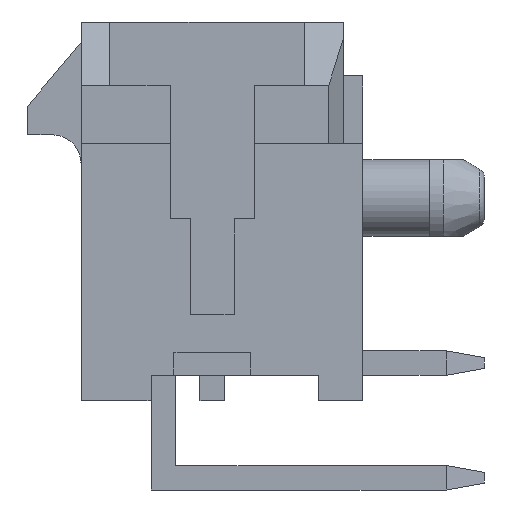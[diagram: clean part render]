
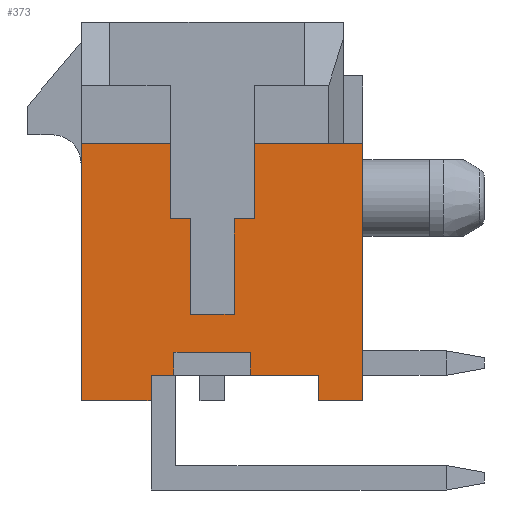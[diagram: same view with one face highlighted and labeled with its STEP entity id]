
A CAD part, left-side view. The second image highlights one B-rep face of the part: STEP entity #373.
In plain terms, the highlighted planar face has unit normal (-1, 0, 0).
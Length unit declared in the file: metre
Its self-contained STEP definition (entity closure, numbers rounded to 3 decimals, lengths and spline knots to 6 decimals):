
#373 = ADVANCED_FACE( '', ( #1049 ), #1050, .T. );
#1049 = FACE_OUTER_BOUND( '', #1730, .T. );
#1050 = PLANE( '', #1731 );
#1730 = EDGE_LOOP( '', ( #4381, #4382, #4383, #4384, #4385, #4386, #4387, #4388, #4389, #4390, #4391, #4392, #4393, #4394, #4395, #4396, #4397, #4398, #4399, #4400 ) );
#1731 = AXIS2_PLACEMENT_3D( '', #4401, #4402, #4403 );
#4381 = ORIENTED_EDGE( '', *, *, #5288, .F. );
#4382 = ORIENTED_EDGE( '', *, *, #5277, .T. );
#4383 = ORIENTED_EDGE( '', *, *, #5228, .T. );
#4384 = ORIENTED_EDGE( '', *, *, #5295, .F. );
#4385 = ORIENTED_EDGE( '', *, *, #4450, .T. );
#4386 = ORIENTED_EDGE( '', *, *, #4739, .T. );
#4387 = ORIENTED_EDGE( '', *, *, #5105, .T. );
#4388 = ORIENTED_EDGE( '', *, *, #5024, .T. );
#4389 = ORIENTED_EDGE( '', *, *, #5251, .T. );
#4390 = ORIENTED_EDGE( '', *, *, #4750, .T. );
#4391 = ORIENTED_EDGE( '', *, *, #4982, .F. );
#4392 = ORIENTED_EDGE( '', *, *, #4753, .F. );
#4393 = ORIENTED_EDGE( '', *, *, #4878, .F. );
#4394 = ORIENTED_EDGE( '', *, *, #5281, .T. );
#4395 = ORIENTED_EDGE( '', *, *, #5257, .T. );
#4396 = ORIENTED_EDGE( '', *, *, #5158, .F. );
#4397 = ORIENTED_EDGE( '', *, *, #4488, .T. );
#4398 = ORIENTED_EDGE( '', *, *, #4930, .T. );
#4399 = ORIENTED_EDGE( '', *, *, #5127, .T. );
#4400 = ORIENTED_EDGE( '', *, *, #5157, .F. );
#4401 = CARTESIAN_POINT( '', ( -0.006575, 0.00343, -0.004955 ) );
#4402 = DIRECTION( '', ( -1., 0., 0. ) );
#4403 = DIRECTION( '', ( 0., 0., 1. ) );
#4450 = EDGE_CURVE( '', #5307, #5305, #5308, .T. );
#4488 = EDGE_CURVE( '', #5383, #5381, #5384, .T. );
#4739 = EDGE_CURVE( '', #5305, #5855, #5857, .T. );
#4750 = EDGE_CURVE( '', #5876, #5874, #5877, .T. );
#4753 = EDGE_CURVE( '', #5879, #5881, #5882, .T. );
#4878 = EDGE_CURVE( '', #6096, #5879, #6098, .T. );
#4930 = EDGE_CURVE( '', #5381, #6181, #6183, .T. );
#4982 = EDGE_CURVE( '', #5881, #5874, #6261, .T. );
#5024 = EDGE_CURVE( '', #6325, #6322, #6326, .T. );
#5105 = EDGE_CURVE( '', #5855, #6325, #6443, .T. );
#5127 = EDGE_CURVE( '', #6181, #6473, #6474, .T. );
#5157 = EDGE_CURVE( '', #6508, #6473, #6510, .T. );
#5158 = EDGE_CURVE( '', #5383, #6511, #6512, .T. );
#5228 = EDGE_CURVE( '', #6601, #6599, #6602, .T. );
#5251 = EDGE_CURVE( '', #6322, #5876, #6631, .T. );
#5257 = EDGE_CURVE( '', #6639, #6511, #6640, .T. );
#5277 = EDGE_CURVE( '', #6665, #6601, #6666, .T. );
#5281 = EDGE_CURVE( '', #6096, #6639, #6671, .T. );
#5288 = EDGE_CURVE( '', #6665, #6508, #6678, .T. );
#5295 = EDGE_CURVE( '', #5307, #6599, #6685, .T. );
#5305 = VERTEX_POINT( '', #6697 );
#5307 = VERTEX_POINT( '', #6700 );
#5308 = LINE( '', #6701, #6702 );
#5381 = VERTEX_POINT( '', #6811 );
#5383 = VERTEX_POINT( '', #6814 );
#5384 = LINE( '', #6815, #6816 );
#5855 = VERTEX_POINT( '', #7544 );
#5857 = LINE( '', #7547, #7548 );
#5874 = VERTEX_POINT( '', #7574 );
#5876 = VERTEX_POINT( '', #7577 );
#5877 = LINE( '', #7578, #7579 );
#5879 = VERTEX_POINT( '', #7582 );
#5881 = VERTEX_POINT( '', #7585 );
#5882 = LINE( '', #7586, #7587 );
#6096 = VERTEX_POINT( '', #7923 );
#6098 = LINE( '', #7926, #7927 );
#6181 = VERTEX_POINT( '', #8060 );
#6183 = LINE( '', #8063, #8064 );
#6261 = LINE( '', #8193, #8194 );
#6322 = VERTEX_POINT( '', #8292 );
#6325 = VERTEX_POINT( '', #8296 );
#6326 = LINE( '', #8297, #8298 );
#6443 = LINE( '', #8493, #8494 );
#6473 = VERTEX_POINT( '', #8544 );
#6474 = LINE( '', #8545, #8546 );
#6508 = VERTEX_POINT( '', #8617 );
#6510 = LINE( '', #8620, #8621 );
#6511 = VERTEX_POINT( '', #8622 );
#6512 = LINE( '', #8623, #8624 );
#6599 = VERTEX_POINT( '', #8785 );
#6601 = VERTEX_POINT( '', #8788 );
#6602 = LINE( '', #8789, #8790 );
#6631 = LINE( '', #8841, #8842 );
#6639 = VERTEX_POINT( '', #8855 );
#6640 = LINE( '', #8856, #8857 );
#6665 = VERTEX_POINT( '', #8901 );
#6666 = LINE( '', #8902, #8903 );
#6671 = LINE( '', #8911, #8912 );
#6678 = LINE( '', #8925, #8926 );
#6685 = LINE( '', #8939, #8940 );
#6697 = CARTESIAN_POINT( '', ( -0.006575, -0.0011, -0.000195 ) );
#6700 = CARTESIAN_POINT( '', ( -0.006575, -0.0011, 0.001785 ) );
#6701 = CARTESIAN_POINT( '', ( -0.006575, -0.0011, 0.001785 ) );
#6702 = VECTOR( '', #8951, 1. );
#6811 = CARTESIAN_POINT( '', ( -0.006575, 0.001, -0.003685 ) );
#6814 = CARTESIAN_POINT( '', ( -0.006575, 0.001, -0.004285 ) );
#6815 = CARTESIAN_POINT( '', ( -0.006575, 0.001, -0.004285 ) );
#6816 = VECTOR( '', #8989, 1. );
#7544 = CARTESIAN_POINT( '', ( -0.006575, -0.000575, -0.000195 ) );
#7547 = CARTESIAN_POINT( '', ( -0.006575, -0.0011, -0.000195 ) );
#7548 = VECTOR( '', #9257, 1. );
#7574 = CARTESIAN_POINT( '', ( -0.006575, 0.0011, -0.000195 ) );
#7577 = CARTESIAN_POINT( '', ( -0.006575, 0.000575, -0.000195 ) );
#7578 = CARTESIAN_POINT( '', ( -0.006575, 0.000575, -0.000195 ) );
#7579 = VECTOR( '', #9265, 1. );
#7582 = CARTESIAN_POINT( '', ( -0.006575, 0.00343, 0.001785 ) );
#7585 = CARTESIAN_POINT( '', ( -0.006575, 0.0011, 0.001785 ) );
#7586 = CARTESIAN_POINT( '', ( -0.006575, 0.00343, 0.001785 ) );
#7587 = VECTOR( '', #9268, 1. );
#7923 = CARTESIAN_POINT( '', ( -0.006575, 0.00343, -0.004955 ) );
#7926 = CARTESIAN_POINT( '', ( -0.006575, 0.00343, -0.004955 ) );
#7927 = VECTOR( '', #9392, 1. );
#8060 = CARTESIAN_POINT( '', ( -0.006575, -0.001, -0.003685 ) );
#8063 = CARTESIAN_POINT( '', ( -0.006575, 0.001, -0.003685 ) );
#8064 = VECTOR( '', #9444, 1. );
#8193 = CARTESIAN_POINT( '', ( -0.006575, 0.0011, 0.001785 ) );
#8194 = VECTOR( '', #9496, 1. );
#8292 = CARTESIAN_POINT( '', ( -0.006575, 0.000575, -0.002695 ) );
#8296 = CARTESIAN_POINT( '', ( -0.006575, -0.000575, -0.002695 ) );
#8297 = CARTESIAN_POINT( '', ( -0.006575, -0.000575, -0.002695 ) );
#8298 = VECTOR( '', #9544, 1. );
#8493 = CARTESIAN_POINT( '', ( -0.006575, -0.000575, -0.000195 ) );
#8494 = VECTOR( '', #9629, 1. );
#8544 = CARTESIAN_POINT( '', ( -0.006575, -0.001, -0.004285 ) );
#8545 = CARTESIAN_POINT( '', ( -0.006575, -0.001, -0.003685 ) );
#8546 = VECTOR( '', #9653, 1. );
#8617 = CARTESIAN_POINT( '', ( -0.006575, -0.00278, -0.004285 ) );
#8620 = CARTESIAN_POINT( '', ( -0.006575, -0.00278, -0.004285 ) );
#8621 = VECTOR( '', #9682, 1. );
#8622 = CARTESIAN_POINT( '', ( -0.006575, 0.0016, -0.004285 ) );
#8623 = CARTESIAN_POINT( '', ( -0.006575, 0.001, -0.004285 ) );
#8624 = VECTOR( '', #9683, 1. );
#8785 = CARTESIAN_POINT( '', ( -0.006575, -0.00394, 0.001785 ) );
#8788 = CARTESIAN_POINT( '', ( -0.006575, -0.00394, -0.004955 ) );
#8789 = CARTESIAN_POINT( '', ( -0.006575, -0.00394, -0.004955 ) );
#8790 = VECTOR( '', #9758, 1. );
#8841 = CARTESIAN_POINT( '', ( -0.006575, 0.000575, -0.002695 ) );
#8842 = VECTOR( '', #9781, 1. );
#8855 = CARTESIAN_POINT( '', ( -0.006575, 0.0016, -0.004955 ) );
#8856 = CARTESIAN_POINT( '', ( -0.006575, 0.0016, -0.004955 ) );
#8857 = VECTOR( '', #9787, 1. );
#8901 = CARTESIAN_POINT( '', ( -0.006575, -0.00278, -0.004955 ) );
#8902 = CARTESIAN_POINT( '', ( -0.006575, -0.00278, -0.004955 ) );
#8903 = VECTOR( '', #9807, 1. );
#8911 = CARTESIAN_POINT( '', ( -0.006575, 0.00343, -0.004955 ) );
#8912 = VECTOR( '', #9811, 1. );
#8925 = CARTESIAN_POINT( '', ( -0.006575, -0.00278, -0.004955 ) );
#8926 = VECTOR( '', #9818, 1. );
#8939 = CARTESIAN_POINT( '', ( -0.006575, -0.0011, 0.001785 ) );
#8940 = VECTOR( '', #9825, 1. );
#8951 = DIRECTION( '', ( 0., 0., -1. ) );
#8989 = DIRECTION( '', ( 0., 0., 1. ) );
#9257 = DIRECTION( '', ( 0., 1., 0. ) );
#9265 = DIRECTION( '', ( 0., 1., 0. ) );
#9268 = DIRECTION( '', ( 0., -1., 0. ) );
#9392 = DIRECTION( '', ( 0., 0., 1. ) );
#9444 = DIRECTION( '', ( 0., -1., 0. ) );
#9496 = DIRECTION( '', ( 0., 0., -1. ) );
#9544 = DIRECTION( '', ( 0., 1., 0. ) );
#9629 = DIRECTION( '', ( 0., 0., -1. ) );
#9653 = DIRECTION( '', ( 0., 0., -1. ) );
#9682 = DIRECTION( '', ( 0., 1., 0. ) );
#9683 = DIRECTION( '', ( 0., 1., 0. ) );
#9758 = DIRECTION( '', ( 0., 0., 1. ) );
#9781 = DIRECTION( '', ( 0., 0., 1. ) );
#9787 = DIRECTION( '', ( 0., 0., 1. ) );
#9807 = DIRECTION( '', ( 0., -1., 0. ) );
#9811 = DIRECTION( '', ( 0., -1., 0. ) );
#9818 = DIRECTION( '', ( 0., 0., 1. ) );
#9825 = DIRECTION( '', ( 0., -1., 0. ) );
